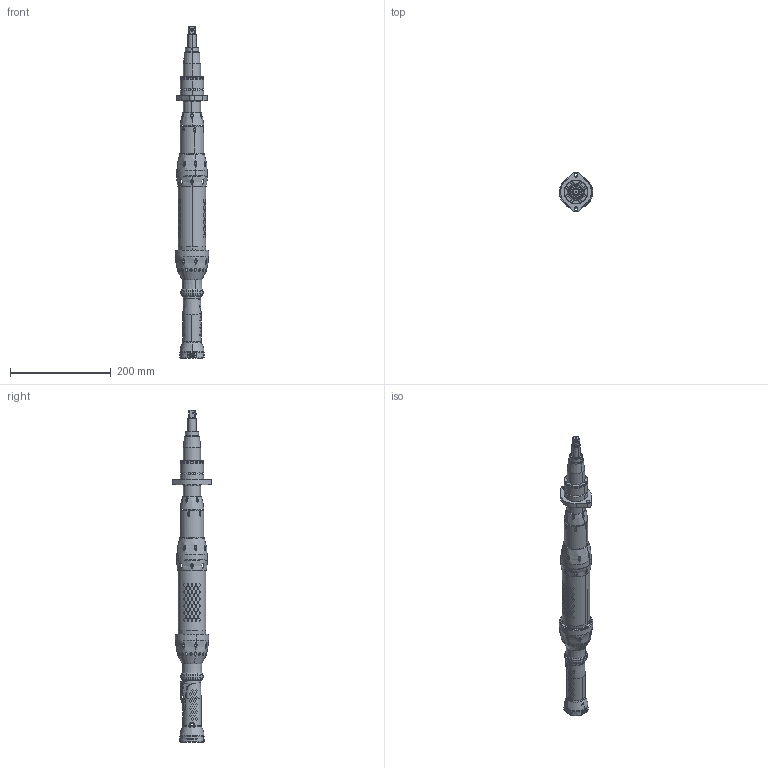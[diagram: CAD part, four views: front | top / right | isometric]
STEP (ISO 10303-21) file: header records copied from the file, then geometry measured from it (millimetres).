
FILE_DESCRIPTION((''),'2;1');
FILE_NAME('TMP11747_SW','2010-11-09T',('tooextcsr'),(''),'PRO/ENGINEER BY PARAMETRIC TECHNOLOGY CORPORATION, 2008310','PRO/ENGINEER BY PARAMETRIC TECHNOLOGY CORPORATION, 2008310','');
FILE_SCHEMA(('CONFIG_CONTROL_DESIGN', 'GEOMETRIC_VALIDATION_PROPERTIES_MIM'));
Products named in the file (1): TMP11747_SW
Bounding box: 65.84 x 78.95 x 657.95 mm (x, y, z)
Surface area: 130809.4 mm2 (no closed solid volume)
Topology: 0 solids, 223 shells, 458 faces, 4800 edges, 4520 vertices
Faces by surface type: cylinder 178, torus 91, cone 61, plane 59, bspline 54, revolution 14, sphere 1
Entity records: 73019 total; most frequent: CARTESIAN_POINT 43822, ORIENTED_EDGE 5248, EDGE_CURVE 4799, VERTEX_POINT 4520, B_SPLINE_CURVE_WITH_KNOTS 3873, DIRECTION 2455, AXIS2_PLACEMENT_3D 1111, CIRCLE 721
